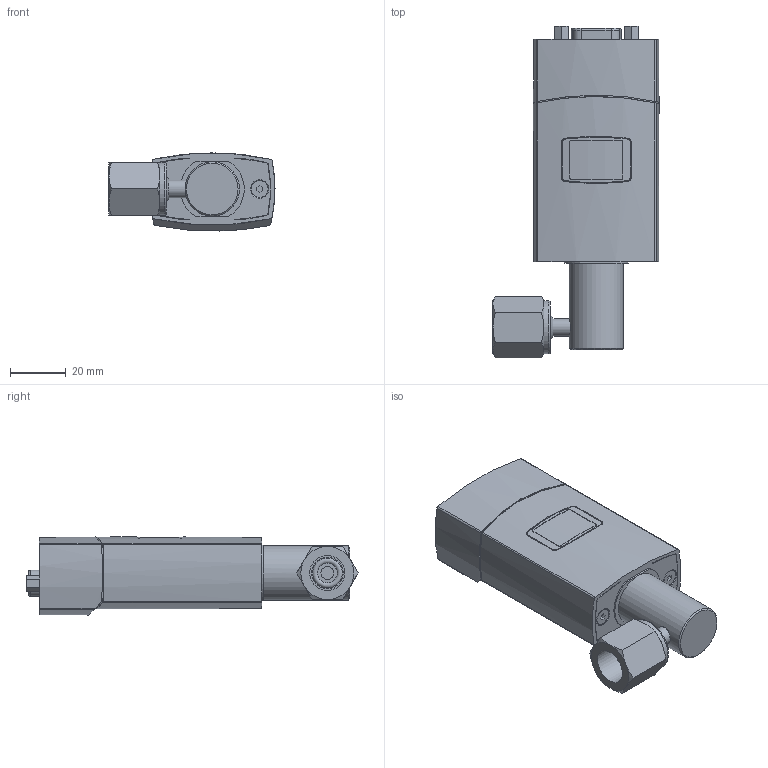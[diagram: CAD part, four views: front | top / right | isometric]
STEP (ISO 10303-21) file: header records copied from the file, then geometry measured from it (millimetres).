
FILE_DESCRIPTION(/* description */ (''),/* implementation_level */ '2;1');
FILE_NAME(/* name */ 'MPCG55x_9DSub_4VCR_90.stp',/* time_stamp */ '2014-05-06T11:23:15+02:00',/* author */ ('BEM'),/* organization */ (''),/* preprocessor_version */ 'ST-DEVELOPER v15.2',/* originating_system */ 'Autodesk Inventor 2014',/* authorisation */ '');
FILE_SCHEMA (('AUTOMOTIVE_DESIGN { 1 0 10303 214 3 1 1 }'));
Length unit declared in the file: millimetre
Products named in the file (1): Bauteil13
Bounding box: 59.5 x 118.97 x 27.96 mm (x, y, z)
Volume: 33559.7 mm3; surface area: 39666.8 mm2
Topology: 1 solids, 1 shells, 892 faces, 2424 edges, 1577 vertices
Faces by surface type: plane 478, cylinder 321, cone 57, torus 14, bspline 13, sphere 9
Full cylindrical faces by diameter (mm): 0.9 x18, 1.1 x2, 1.3 x1, 2.156 x2, 2.4 x1, 2.6 x5, 2.8 x3, 2.845 x2, 2.9 x3, 3 x5, 3.2 x7, 3.4 x3, 3.6 x2, 4 x2, 4.6 x1, 6 x2, 6.35 x1, 6.5 x1, 8.9 x1, 9.1 x1, 11.3 x1, 12.6 x1, 16 x1, 18 x1, 19 x2, 19.5 x1
Entity records: 29445 total; most frequent: CARTESIAN_POINT 6533, ORIENTED_EDGE 4578, DIRECTION 4419, EDGE_CURVE 2289, VERTEX_POINT 1546, AXIS2_PLACEMENT_3D 1522, LINE 1375, VECTOR 1375
